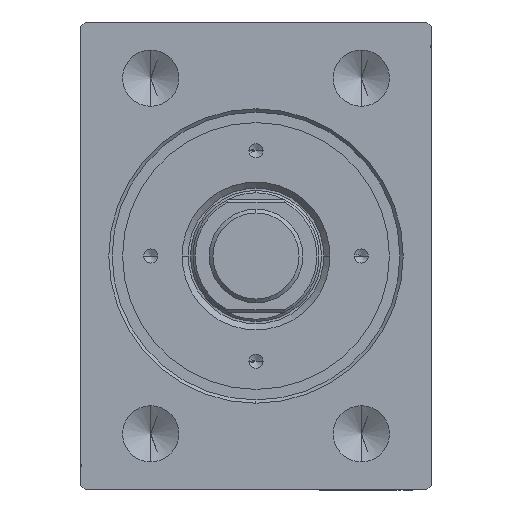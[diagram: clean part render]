
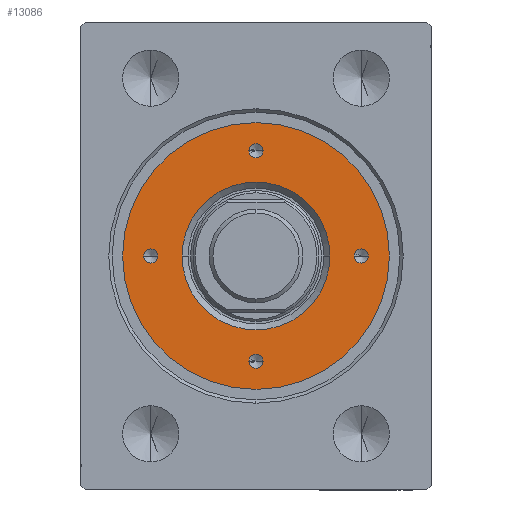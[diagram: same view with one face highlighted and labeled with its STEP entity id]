
A CAD part, left-side view. The second image highlights one B-rep face of the part: STEP entity #13086.
In plain terms, the highlighted face is planar.
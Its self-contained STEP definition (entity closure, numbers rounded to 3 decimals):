
#300 = CARTESIAN_POINT ( 'NONE',  ( 0., 0., 10. ) ) ;
#478 = CARTESIAN_POINT ( 'NONE',  ( -15.8, 0., 10. ) ) ;
#745 = CARTESIAN_POINT ( 'NONE',  ( 22.5, 0., 10. ) ) ;
#1598 = VERTEX_POINT ( 'NONE', #27243 ) ;
#1620 = VERTEX_POINT ( 'NONE', #38865 ) ;
#1705 = ORIENTED_EDGE ( 'NONE', *, *, #17636, .F. ) ;
#1929 = AXIS2_PLACEMENT_3D ( 'NONE', #16839, #6984, #34056 ) ;
#1940 = CARTESIAN_POINT ( 'NONE',  ( -28.5, 0., 10. ) ) ;
#2280 = ORIENTED_EDGE ( 'NONE', *, *, #25574, .F. ) ;
#2442 = VERTEX_POINT ( 'NONE', #26677 ) ;
#2931 = EDGE_CURVE ( 'NONE', #27818, #35968, #41218, .T. ) ;
#3420 = CIRCLE ( 'NONE', #29188, 1.5 ) ;
#4490 = CIRCLE ( 'NONE', #26641, 1.5 ) ;
#4875 = CIRCLE ( 'NONE', #27013, 1.5 ) ;
#5306 = DIRECTION ( 'NONE',  ( 1., 0., 0. ) ) ;
#5381 = EDGE_LOOP ( 'NONE', ( #23620, #35579 ) ) ;
#5709 = FACE_BOUND ( 'NONE', #23985, .T. ) ;
#5943 = CIRCLE ( 'NONE', #30955, 1.5 ) ;
#6311 = AXIS2_PLACEMENT_3D ( 'NONE', #24103, #37768, #41344 ) ;
#6399 = ORIENTED_EDGE ( 'NONE', *, *, #28497, .F. ) ;
#6477 = VERTEX_POINT ( 'NONE', #33269 ) ;
#6789 = DIRECTION ( 'NONE',  ( 1., 0., 0. ) ) ;
#6984 = DIRECTION ( 'NONE',  ( 0., 0., 1. ) ) ;
#7030 = ORIENTED_EDGE ( 'NONE', *, *, #17821, .F. ) ;
#7100 = EDGE_CURVE ( 'NONE', #1598, #7484, #3420, .T. ) ;
#7236 = PLANE ( 'NONE',  #27065 ) ;
#7383 = CARTESIAN_POINT ( 'NONE',  ( -22.5, 0., 10. ) ) ;
#7483 = DIRECTION ( 'NONE',  ( 0., 0., 1. ) ) ;
#7484 = VERTEX_POINT ( 'NONE', #21042 ) ;
#7714 = DIRECTION ( 'NONE',  ( 0., 0., 1. ) ) ;
#7816 = EDGE_CURVE ( 'NONE', #35968, #27818, #36337, .T. ) ;
#8348 = DIRECTION ( 'NONE',  ( 1., 0., 0. ) ) ;
#8747 = CARTESIAN_POINT ( 'NONE',  ( 0., -22.5, 10. ) ) ;
#9997 = EDGE_CURVE ( 'NONE', #6477, #41690, #42701, .T. ) ;
#10686 = VERTEX_POINT ( 'NONE', #23604 ) ;
#10797 = ORIENTED_EDGE ( 'NONE', *, *, #7100, .F. ) ;
#11234 = CIRCLE ( 'NONE', #1929, 1.5 ) ;
#11263 = DIRECTION ( 'NONE',  ( 0., 0., 1. ) ) ;
#12458 = EDGE_CURVE ( 'NONE', #32395, #10686, #42054, .T. ) ;
#13086 = ADVANCED_FACE ( 'NONE', ( #36358, #5709, #15994, #36582, #29654, #19580 ), #7236, .T. ) ;
#13142 = DIRECTION ( 'NONE',  ( 1., 0., 0. ) ) ;
#13352 = ORIENTED_EDGE ( 'NONE', *, *, #19133, .F. ) ;
#13508 = DIRECTION ( 'NONE',  ( 0., 0., 1. ) ) ;
#13656 = DIRECTION ( 'NONE',  ( 1., 0., 0. ) ) ;
#13843 = CIRCLE ( 'NONE', #38870, 28.5 ) ;
#13942 = DIRECTION ( 'NONE',  ( 0., 0., 1. ) ) ;
#14082 = ORIENTED_EDGE ( 'NONE', *, *, #12458, .F. ) ;
#14210 = EDGE_LOOP ( 'NONE', ( #26676, #16898 ) ) ;
#15287 = CARTESIAN_POINT ( 'NONE',  ( 0., -22.5, 10. ) ) ;
#15994 = FACE_BOUND ( 'NONE', #19438, .T. ) ;
#15998 = AXIS2_PLACEMENT_3D ( 'NONE', #745, #11263, #21351 ) ;
#16302 = CARTESIAN_POINT ( 'NONE',  ( 24., 0., 10. ) ) ;
#16417 = DIRECTION ( 'NONE',  ( 0., 0., 1. ) ) ;
#16839 = CARTESIAN_POINT ( 'NONE',  ( 22.5, 0., 10. ) ) ;
#16844 = ORIENTED_EDGE ( 'NONE', *, *, #9997, .F. ) ;
#16898 = ORIENTED_EDGE ( 'NONE', *, *, #7816, .T. ) ;
#17636 = EDGE_CURVE ( 'NONE', #7484, #1598, #4490, .T. ) ;
#17821 = EDGE_CURVE ( 'NONE', #10686, #32395, #5943, .T. ) ;
#18584 = DIRECTION ( 'NONE',  ( 0., 0., 1. ) ) ;
#18861 = CARTESIAN_POINT ( 'NONE',  ( -24., 0., 10. ) ) ;
#19099 = EDGE_CURVE ( 'NONE', #2442, #31942, #13843, .T. ) ;
#19133 = EDGE_CURVE ( 'NONE', #40520, #1620, #32425, .T. ) ;
#19419 = CARTESIAN_POINT ( 'NONE',  ( 0., 0., 10. ) ) ;
#19438 = EDGE_LOOP ( 'NONE', ( #13352, #2280 ) ) ;
#19580 = FACE_OUTER_BOUND ( 'NONE', #5381, .T. ) ;
#21042 = CARTESIAN_POINT ( 'NONE',  ( -1.5, 22.5, 10. ) ) ;
#21351 = DIRECTION ( 'NONE',  ( 1., 0., 0. ) ) ;
#21730 = CARTESIAN_POINT ( 'NONE',  ( 0., 22.5, 10. ) ) ;
#22674 = AXIS2_PLACEMENT_3D ( 'NONE', #31656, #7483, #30991 ) ;
#23604 = CARTESIAN_POINT ( 'NONE',  ( -21., 0., 10. ) ) ;
#23620 = ORIENTED_EDGE ( 'NONE', *, *, #26464, .T. ) ;
#23985 = EDGE_LOOP ( 'NONE', ( #10797, #1705 ) ) ;
#24103 = CARTESIAN_POINT ( 'NONE',  ( -22.5, 0., 10. ) ) ;
#25177 = CARTESIAN_POINT ( 'NONE',  ( -1.5, -22.5, 10. ) ) ;
#25574 = EDGE_CURVE ( 'NONE', #1620, #40520, #11234, .T. ) ;
#26419 = DIRECTION ( 'NONE',  ( 0., 0., 1. ) ) ;
#26464 = EDGE_CURVE ( 'NONE', #31942, #2442, #37675, .T. ) ;
#26641 = AXIS2_PLACEMENT_3D ( 'NONE', #28308, #7714, #39026 ) ;
#26676 = ORIENTED_EDGE ( 'NONE', *, *, #2931, .T. ) ;
#26677 = CARTESIAN_POINT ( 'NONE',  ( 28.5, 0., 10. ) ) ;
#27013 = AXIS2_PLACEMENT_3D ( 'NONE', #8747, #26419, #36041 ) ;
#27065 = AXIS2_PLACEMENT_3D ( 'NONE', #37666, #13508, #27163 ) ;
#27163 = DIRECTION ( 'NONE',  ( 1., 0., 0. ) ) ;
#27243 = CARTESIAN_POINT ( 'NONE',  ( 1.5, 22.5, 10. ) ) ;
#27598 = DIRECTION ( 'NONE',  ( 1., 0., 0. ) ) ;
#27818 = VERTEX_POINT ( 'NONE', #37819 ) ;
#28308 = CARTESIAN_POINT ( 'NONE',  ( 0., 22.5, 10. ) ) ;
#28497 = EDGE_CURVE ( 'NONE', #41690, #6477, #4875, .T. ) ;
#29188 = AXIS2_PLACEMENT_3D ( 'NONE', #21730, #18584, #6789 ) ;
#29251 = CARTESIAN_POINT ( 'NONE',  ( 0., 0., 10. ) ) ;
#29654 = FACE_BOUND ( 'NONE', #14210, .T. ) ;
#30955 = AXIS2_PLACEMENT_3D ( 'NONE', #7383, #16417, #13656 ) ;
#30991 = DIRECTION ( 'NONE',  ( 1., 0., 0. ) ) ;
#31656 = CARTESIAN_POINT ( 'NONE',  ( 0., 0., 10. ) ) ;
#31942 = VERTEX_POINT ( 'NONE', #1940 ) ;
#32395 = VERTEX_POINT ( 'NONE', #18861 ) ;
#32425 = CIRCLE ( 'NONE', #15998, 1.5 ) ;
#33269 = CARTESIAN_POINT ( 'NONE',  ( 1.5, -22.5, 10. ) ) ;
#34056 = DIRECTION ( 'NONE',  ( 1., 0., 0. ) ) ;
#34630 = EDGE_LOOP ( 'NONE', ( #7030, #14082 ) ) ;
#35085 = EDGE_LOOP ( 'NONE', ( #16844, #6399 ) ) ;
#35579 = ORIENTED_EDGE ( 'NONE', *, *, #19099, .T. ) ;
#35646 = DIRECTION ( 'NONE',  ( 0., 0., 1. ) ) ;
#35968 = VERTEX_POINT ( 'NONE', #478 ) ;
#36041 = DIRECTION ( 'NONE',  ( 1., 0., 0. ) ) ;
#36337 = CIRCLE ( 'NONE', #44189, 15.8 ) ;
#36358 = FACE_BOUND ( 'NONE', #34630, .T. ) ;
#36582 = FACE_BOUND ( 'NONE', #35085, .T. ) ;
#37666 = CARTESIAN_POINT ( 'NONE',  ( 0., 0., 10. ) ) ;
#37675 = CIRCLE ( 'NONE', #22674, 28.5 ) ;
#37768 = DIRECTION ( 'NONE',  ( 0., 0., 1. ) ) ;
#37819 = CARTESIAN_POINT ( 'NONE',  ( 15.8, 0., 10. ) ) ;
#38865 = CARTESIAN_POINT ( 'NONE',  ( 21., 0., 10. ) ) ;
#38870 = AXIS2_PLACEMENT_3D ( 'NONE', #300, #13942, #27598 ) ;
#39026 = DIRECTION ( 'NONE',  ( 1., 0., 0. ) ) ;
#39327 = DIRECTION ( 'NONE',  ( 0., 0., -1. ) ) ;
#39856 = AXIS2_PLACEMENT_3D ( 'NONE', #15287, #35646, #8348 ) ;
#40006 = DIRECTION ( 'NONE',  ( 0., 0., -1. ) ) ;
#40520 = VERTEX_POINT ( 'NONE', #16302 ) ;
#41218 = CIRCLE ( 'NONE', #44055, 15.8 ) ;
#41344 = DIRECTION ( 'NONE',  ( 1., 0., 0. ) ) ;
#41690 = VERTEX_POINT ( 'NONE', #25177 ) ;
#42054 = CIRCLE ( 'NONE', #6311, 1.5 ) ;
#42701 = CIRCLE ( 'NONE', #39856, 1.5 ) ;
#44055 = AXIS2_PLACEMENT_3D ( 'NONE', #19419, #40006, #13142 ) ;
#44189 = AXIS2_PLACEMENT_3D ( 'NONE', #29251, #39327, #5306 ) ;
